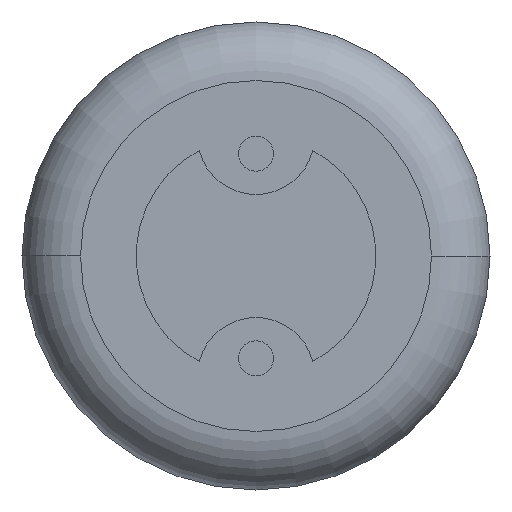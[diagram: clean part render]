
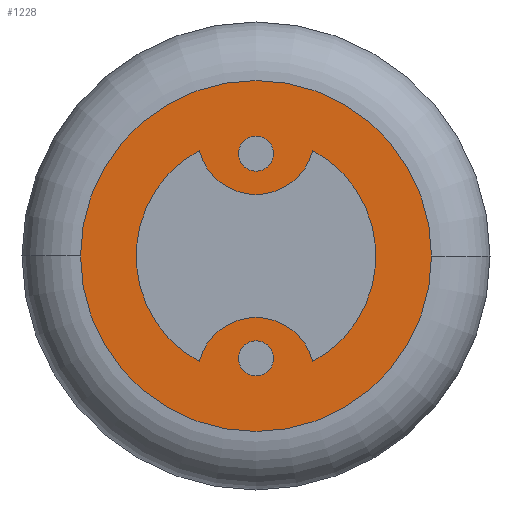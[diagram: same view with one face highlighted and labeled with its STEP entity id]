
A CAD part, front view. The second image highlights one B-rep face of the part: STEP entity #1228.
In plain terms, the highlighted planar face has unit normal (0, -1, 0).
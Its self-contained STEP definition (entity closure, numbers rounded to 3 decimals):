
#12 = ORIENTED_EDGE ( 'NONE', *, *, #483, .T. ) ;
#57 = EDGE_CURVE ( 'NONE', #863, #1038, #711, .T. ) ;
#107 = VERTEX_POINT ( 'NONE', #772 ) ;
#124 = CARTESIAN_POINT ( 'NONE',  ( 0., 14.5, -1.05 ) ) ;
#147 = EDGE_LOOP ( 'NONE', ( #1077, #339, #1137, #939, #12 ) ) ;
#161 = DIRECTION ( 'NONE',  ( 0., 0., 1. ) ) ;
#178 = CARTESIAN_POINT ( 'NONE',  ( 0., 14.5, 0. ) ) ;
#194 = CARTESIAN_POINT ( 'NONE',  ( 0., 14.5, 0. ) ) ;
#224 = ORIENTED_EDGE ( 'NONE', *, *, #57, .T. ) ;
#230 = FACE_BOUND ( 'NONE', #147, .T. ) ;
#275 = ORIENTED_EDGE ( 'NONE', *, *, #1185, .T. ) ;
#278 = AXIS2_PLACEMENT_3D ( 'NONE', #1125, #1357, #1141 ) ;
#313 = DIRECTION ( 'NONE',  ( 0., -1., 0. ) ) ;
#314 = AXIS2_PLACEMENT_3D ( 'NONE', #544, #313, #1005 ) ;
#337 = DIRECTION ( 'NONE',  ( 0., 0., 1. ) ) ;
#339 = ORIENTED_EDGE ( 'NONE', *, *, #1403, .T. ) ;
#404 = CIRCLE ( 'NONE', #857, 1. ) ;
#446 = CARTESIAN_POINT ( 'NONE',  ( 0., 14.5, 0. ) ) ;
#483 = EDGE_CURVE ( 'NONE', #749, #1283, #1068, .T. ) ;
#487 = VERTEX_POINT ( 'NONE', #560 ) ;
#526 = FACE_OUTER_BOUND ( 'NONE', #1375, .T. ) ;
#530 = PLANE ( 'NONE',  #550 ) ;
#544 = CARTESIAN_POINT ( 'NONE',  ( 0., 14.5, 0. ) ) ;
#545 = DIRECTION ( 'NONE',  ( 1., 0., 0. ) ) ;
#550 = AXIS2_PLACEMENT_3D ( 'NONE', #194, #1445, #1346 ) ;
#553 = DIRECTION ( 'NONE',  ( 0., 0., 1. ) ) ;
#554 = DIRECTION ( 'NONE',  ( 0., 1., 0. ) ) ;
#560 = CARTESIAN_POINT ( 'NONE',  ( 0.97, 14.5, -1.806 ) ) ;
#600 = CIRCLE ( 'NONE', #278, 1. ) ;
#651 = EDGE_CURVE ( 'NONE', #749, #699, #600, .T. ) ;
#665 = CARTESIAN_POINT ( 'NONE',  ( 3., 14.5, 0. ) ) ;
#672 = CIRCLE ( 'NONE', #1453, 1. ) ;
#699 = VERTEX_POINT ( 'NONE', #124 ) ;
#711 = CIRCLE ( 'NONE', #314, 3. ) ;
#749 = VERTEX_POINT ( 'NONE', #1043 ) ;
#772 = CARTESIAN_POINT ( 'NONE',  ( 0.97, 14.5, 1.806 ) ) ;
#781 = AXIS2_PLACEMENT_3D ( 'NONE', #178, #966, #545 ) ;
#787 = DIRECTION ( 'NONE',  ( 0., 1., 0. ) ) ;
#824 = AXIS2_PLACEMENT_3D ( 'NONE', #446, #554, #1243 ) ;
#857 = AXIS2_PLACEMENT_3D ( 'NONE', #1179, #1293, #161 ) ;
#863 = VERTEX_POINT ( 'NONE', #1035 ) ;
#869 = CIRCLE ( 'NONE', #781, 3. ) ;
#892 = CARTESIAN_POINT ( 'NONE',  ( 0., 14.5, 0. ) ) ;
#939 = ORIENTED_EDGE ( 'NONE', *, *, #651, .F. ) ;
#966 = DIRECTION ( 'NONE',  ( 0., -1., 0. ) ) ;
#985 = EDGE_CURVE ( 'NONE', #107, #1283, #404, .T. ) ;
#1005 = DIRECTION ( 'NONE',  ( 1., 0., 0. ) ) ;
#1035 = CARTESIAN_POINT ( 'NONE',  ( -3., 14.5, 0. ) ) ;
#1038 = VERTEX_POINT ( 'NONE', #665 ) ;
#1043 = CARTESIAN_POINT ( 'NONE',  ( -0.97, 14.5, -1.806 ) ) ;
#1068 = CIRCLE ( 'NONE', #824, 2.05 ) ;
#1077 = ORIENTED_EDGE ( 'NONE', *, *, #985, .F. ) ;
#1125 = CARTESIAN_POINT ( 'NONE',  ( 0., 14.5, -2.05 ) ) ;
#1137 = ORIENTED_EDGE ( 'NONE', *, *, #1279, .F. ) ;
#1141 = DIRECTION ( 'NONE',  ( 0., 0., 1. ) ) ;
#1179 = CARTESIAN_POINT ( 'NONE',  ( 0., 14.5, 2.05 ) ) ;
#1185 = EDGE_CURVE ( 'NONE', #1038, #863, #869, .T. ) ;
#1212 = CARTESIAN_POINT ( 'NONE',  ( -0.97, 14.5, 1.806 ) ) ;
#1228 = ADVANCED_FACE ( 'NONE', ( #526, #230 ), #530, .T. ) ;
#1243 = DIRECTION ( 'NONE',  ( 0., 0., 1. ) ) ;
#1279 = EDGE_CURVE ( 'NONE', #699, #487, #672, .T. ) ;
#1283 = VERTEX_POINT ( 'NONE', #1212 ) ;
#1293 = DIRECTION ( 'NONE',  ( 0., 1., 0. ) ) ;
#1308 = AXIS2_PLACEMENT_3D ( 'NONE', #892, #1374, #553 ) ;
#1311 = CIRCLE ( 'NONE', #1308, 2.05 ) ;
#1346 = DIRECTION ( 'NONE',  ( 1., 0., 0. ) ) ;
#1357 = DIRECTION ( 'NONE',  ( 0., 1., 0. ) ) ;
#1374 = DIRECTION ( 'NONE',  ( 0., 1., 0. ) ) ;
#1375 = EDGE_LOOP ( 'NONE', ( #275, #224 ) ) ;
#1381 = CARTESIAN_POINT ( 'NONE',  ( 0., 14.5, -2.05 ) ) ;
#1403 = EDGE_CURVE ( 'NONE', #107, #487, #1311, .T. ) ;
#1445 = DIRECTION ( 'NONE',  ( 0., -1., 0. ) ) ;
#1453 = AXIS2_PLACEMENT_3D ( 'NONE', #1381, #787, #337 ) ;
